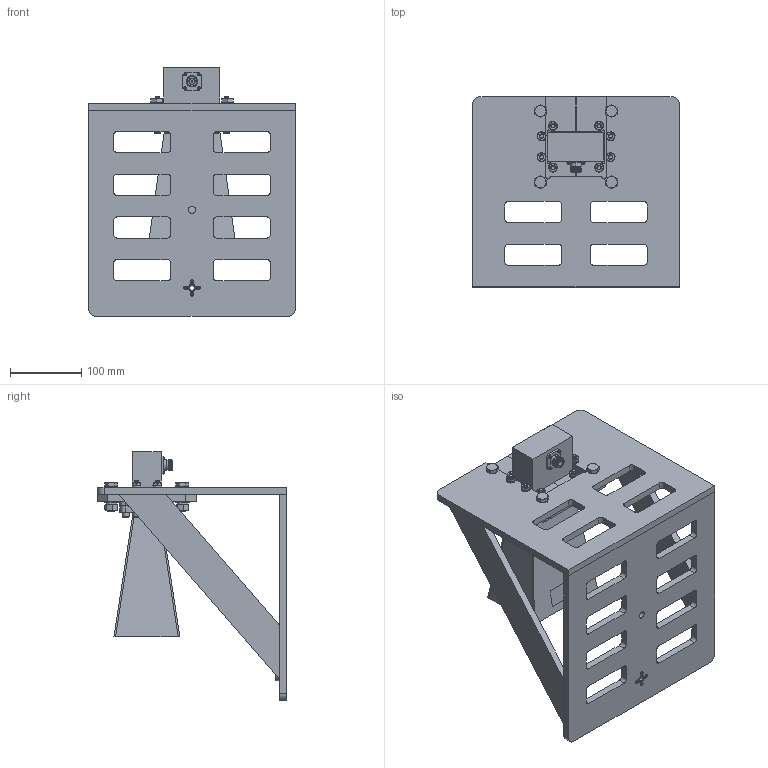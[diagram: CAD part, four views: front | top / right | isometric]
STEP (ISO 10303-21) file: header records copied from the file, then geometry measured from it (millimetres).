
FILE_DESCRIPTION (( 'STEP AP214' ), '1' );
FILE_NAME ('FM2WAN284-10NF_3D.step', '2024-07-17T23:27:15', ( '' ), ( '' ), 'SwSTEP 2.0', 'SolidWorks 2022', '' );
FILE_SCHEMA (( 'AUTOMOTIVE_DESIGN' ));
Length unit declared in the file: inch
Products named in the file (18): Copy of plain washers-n series-grade a gb_GB_FASTENER_WASHER_PWNA 10^FMWAN284-LMT_FM2WAN284-10NF; .25-20HN-NARROW^FM2WAN284-10NF_90730A007; FM2WAN284-10NF_3D; .25-LW^FM2WAN284-10NF; Copy of hex nuts, style 1-grades ab gb_GB_FASTENER_NUT_SNAB1 M10-N^FMWAN284-LMT_FM2WAN284-10NF; Copy of hexagon head bolts-full thread gb_GB_FASTENER_BOLT_STBAB A M10X35-N^FMWAN284-LMT_FM2WAN284-10NF; Copy of HD-ZJL32D-R^FMWAN284-LMT_FM2WAN284-10NF; Copy of HD-ZJL32D Á¬½Ó°å^FMWAN284-LMT_FM2WAN284-10NF; Copy of spring lock washers--normal type gb_GB_FASTENER_WASHER_SW 10^FMWAN284-LMT_FM2WAN284-10NF; BODY^FMWCA1065_FM2WAN284-10NF; SCREW .25-20SHx1.38^FM2WAN284-10NF_92196A269; FMWCA1065^FM2WAN284-10NF; Copy of HD-ZJL32D ÂÝÄ¸^FMWAN284-LMT_FM2WAN284-10NF; N CONN^FMWCA1065_FM2WAN284-10NF; FM9863B-10-CPRG^FM2WAN284-10NF; SCREW .25-20SHx1.75^FM2WAN284-10NF_92196A269; FMWAN284-LMT^FM2WAN284-10NF; Copy of cross recessed countersunk head screws gb1_GB_CROSS_SCREWS_TYPE4 M2.5X16-14.5  H type-N^FMWAN284-LMT_FM2WAN284-10NF
Assembly tree (52 placements, depth 3):
  FM2WAN284-10NF_3D
    FMWAN284-LMT^FM2WAN284-10NF
      Copy of HD-ZJL32D-R^FMWAN284-LMT_FM2WAN284-10NF
      Copy of HD-ZJL32D Á¬½Ó°å^FMWAN284-LMT_FM2WAN284-10NF
      Copy of HD-ZJL32D ÂÝÄ¸^FMWAN284-LMT_FM2WAN284-10NF
      Copy of cross recessed countersunk head screws gb1_GB_CROSS_SCREWS_TYPE4 M2.5X16-14.5  H type-N^FMWAN284-LMT_FM2WAN284-10NF  x4
      Copy of hexagon head bolts-full thread gb_GB_FASTENER_BOLT_STBAB A M10X35-N^FMWAN284-LMT_FM2WAN284-10NF  x4
      Copy of plain washers-n series-grade a gb_GB_FASTENER_WASHER_PWNA 10^FMWAN284-LMT_FM2WAN284-10NF  x4
      Copy of spring lock washers--normal type gb_GB_FASTENER_WASHER_SW 10^FMWAN284-LMT_FM2WAN284-10NF  x4
      Copy of hex nuts, style 1-grades ab gb_GB_FASTENER_NUT_SNAB1 M10-N^FMWAN284-LMT_FM2WAN284-10NF  x4
    FM9863B-10-CPRG^FM2WAN284-10NF
    FMWCA1065^FM2WAN284-10NF
      BODY^FMWCA1065_FM2WAN284-10NF
      N CONN^FMWCA1065_FM2WAN284-10NF
    SCREW .25-20SHx1.38^FM2WAN284-10NF_92196A269  x4
    .25-LW^FM2WAN284-10NF  x8
    .25-20HN-NARROW^FM2WAN284-10NF_90730A007  x8
    SCREW .25-20SHx1.75^FM2WAN284-10NF_92196A269  x4
Bounding box: 290 x 267 x 349.85 mm (x, y, z)
Volume: 2002947.2 mm3; surface area: 644313.9 mm2
Topology: 58 solids, 58 shells, 1562 faces, 3743 edges, 2350 vertices
Faces by surface type: plane 625, cylinder 483, cone 427, bspline 27
Entity records: 26942 total; most frequent: CARTESIAN_POINT 7245, DIRECTION 3982, ORIENTED_EDGE 3792, EDGE_CURVE 1896, AXIS2_PLACEMENT_3D 1464, VERTEX_POINT 1216, VECTOR 1054, LINE 1054
